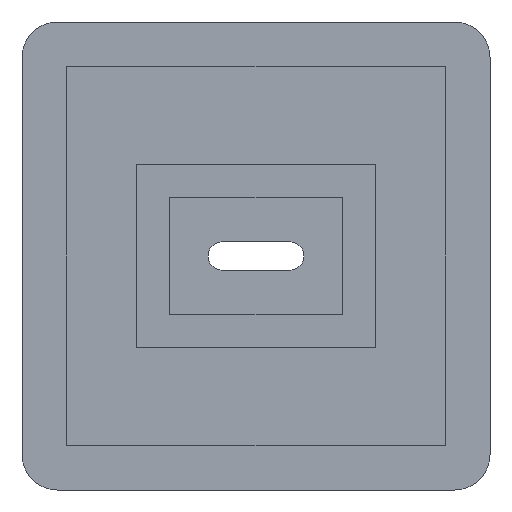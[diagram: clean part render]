
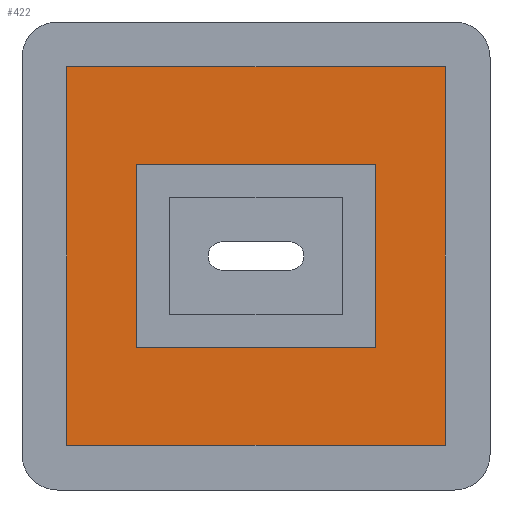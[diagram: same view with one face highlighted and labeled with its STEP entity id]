
A CAD part, front view. The second image highlights one B-rep face of the part: STEP entity #422.
In plain terms, the highlighted planar face has unit normal (0, -1, 0).
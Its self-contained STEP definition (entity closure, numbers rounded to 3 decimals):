
#1 = EDGE_CURVE ( 'NONE', #642, #257, #460, .T. ) ;
#27 = VERTEX_POINT ( 'NONE', #859 ) ;
#57 = DIRECTION ( 'NONE',  ( 0., 0., -1. ) ) ;
#75 = CARTESIAN_POINT ( 'NONE',  ( 31.75, 10., -12.75 ) ) ;
#94 = DIRECTION ( 'NONE',  ( 0., 0., 1. ) ) ;
#99 = DIRECTION ( 'NONE',  ( 0., 0., 1. ) ) ;
#124 = LINE ( 'NONE', #939, #261 ) ;
#148 = DIRECTION ( 'NONE',  ( -1., 0., 0. ) ) ;
#153 = VECTOR ( 'NONE', #57, 1000. ) ;
#156 = LINE ( 'NONE', #228, #743 ) ;
#226 = DIRECTION ( 'NONE',  ( 1., 0., 0. ) ) ;
#228 = CARTESIAN_POINT ( 'NONE',  ( 10.25, 10., -29.25 ) ) ;
#239 = ORIENTED_EDGE ( 'NONE', *, *, #861, .F. ) ;
#257 = VERTEX_POINT ( 'NONE', #574 ) ;
#261 = VECTOR ( 'NONE', #226, 1000. ) ;
#280 = CARTESIAN_POINT ( 'NONE',  ( 0., 10., 0. ) ) ;
#312 = CARTESIAN_POINT ( 'NONE',  ( 31.75, 10., -12.75 ) ) ;
#325 = CARTESIAN_POINT ( 'NONE',  ( 38., 10., -38. ) ) ;
#329 = CARTESIAN_POINT ( 'NONE',  ( 38., 10., -4. ) ) ;
#339 = LINE ( 'NONE', #822, #998 ) ;
#347 = EDGE_CURVE ( 'NONE', #473, #728, #385, .T. ) ;
#385 = LINE ( 'NONE', #312, #694 ) ;
#386 = LINE ( 'NONE', #561, #843 ) ;
#392 = AXIS2_PLACEMENT_3D ( 'NONE', #280, #841, #467 ) ;
#397 = DIRECTION ( 'NONE',  ( 1., 0., 0. ) ) ;
#422 = ADVANCED_FACE ( 'NONE', ( #921, #548 ), #1001, .T. ) ;
#441 = ORIENTED_EDGE ( 'NONE', *, *, #797, .T. ) ;
#460 = LINE ( 'NONE', #927, #929 ) ;
#467 = DIRECTION ( 'NONE',  ( 0., 0., -1. ) ) ;
#473 = VERTEX_POINT ( 'NONE', #75 ) ;
#490 = CARTESIAN_POINT ( 'NONE',  ( 4., 10., -38. ) ) ;
#530 = EDGE_CURVE ( 'NONE', #807, #800, #124, .T. ) ;
#548 = FACE_OUTER_BOUND ( 'NONE', #1026, .T. ) ;
#549 = ORIENTED_EDGE ( 'NONE', *, *, #347, .F. ) ;
#561 = CARTESIAN_POINT ( 'NONE',  ( 10.25, 10., -12.75 ) ) ;
#574 = CARTESIAN_POINT ( 'NONE',  ( 4., 10., -4. ) ) ;
#587 = ORIENTED_EDGE ( 'NONE', *, *, #849, .F. ) ;
#604 = DIRECTION ( 'NONE',  ( -1., 0., 0. ) ) ;
#642 = VERTEX_POINT ( 'NONE', #329 ) ;
#656 = CARTESIAN_POINT ( 'NONE',  ( 38., 10., -4. ) ) ;
#666 = EDGE_LOOP ( 'NONE', ( #587, #239, #549, #910 ) ) ;
#694 = VECTOR ( 'NONE', #148, 1000. ) ;
#709 = DIRECTION ( 'NONE',  ( 0., 0., -1. ) ) ;
#728 = VERTEX_POINT ( 'NONE', #961 ) ;
#743 = VECTOR ( 'NONE', #397, 1000. ) ;
#755 = ORIENTED_EDGE ( 'NONE', *, *, #530, .T. ) ;
#763 = ORIENTED_EDGE ( 'NONE', *, *, #1014, .T. ) ;
#797 = EDGE_CURVE ( 'NONE', #257, #807, #963, .T. ) ;
#799 = CARTESIAN_POINT ( 'NONE',  ( 31.75, 10., -29.25 ) ) ;
#800 = VERTEX_POINT ( 'NONE', #325 ) ;
#807 = VERTEX_POINT ( 'NONE', #490 ) ;
#822 = CARTESIAN_POINT ( 'NONE',  ( 31.75, 10., -29.25 ) ) ;
#841 = DIRECTION ( 'NONE',  ( 0., -1., 0. ) ) ;
#843 = VECTOR ( 'NONE', #709, 1000. ) ;
#849 = EDGE_CURVE ( 'NONE', #27, #870, #156, .T. ) ;
#859 = CARTESIAN_POINT ( 'NONE',  ( 10.25, 10., -29.25 ) ) ;
#861 = EDGE_CURVE ( 'NONE', #728, #27, #386, .T. ) ;
#870 = VERTEX_POINT ( 'NONE', #799 ) ;
#901 = ORIENTED_EDGE ( 'NONE', *, *, #1, .T. ) ;
#906 = LINE ( 'NONE', #656, #1011 ) ;
#910 = ORIENTED_EDGE ( 'NONE', *, *, #972, .F. ) ;
#921 = FACE_BOUND ( 'NONE', #666, .T. ) ;
#927 = CARTESIAN_POINT ( 'NONE',  ( 4., 10., -4. ) ) ;
#929 = VECTOR ( 'NONE', #604, 1000. ) ;
#939 = CARTESIAN_POINT ( 'NONE',  ( 4., 10., -38. ) ) ;
#961 = CARTESIAN_POINT ( 'NONE',  ( 10.25, 10., -12.75 ) ) ;
#963 = LINE ( 'NONE', #968, #153 ) ;
#968 = CARTESIAN_POINT ( 'NONE',  ( 4., 10., -4. ) ) ;
#972 = EDGE_CURVE ( 'NONE', #870, #473, #339, .T. ) ;
#998 = VECTOR ( 'NONE', #94, 1000. ) ;
#1001 = PLANE ( 'NONE',  #392 ) ;
#1011 = VECTOR ( 'NONE', #99, 1000. ) ;
#1014 = EDGE_CURVE ( 'NONE', #800, #642, #906, .T. ) ;
#1026 = EDGE_LOOP ( 'NONE', ( #441, #755, #763, #901 ) ) ;
